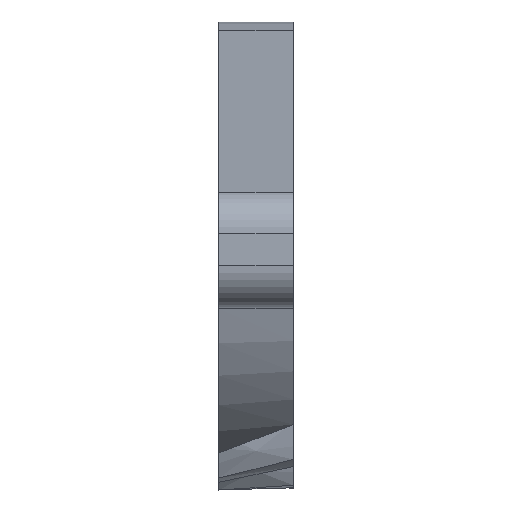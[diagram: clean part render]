
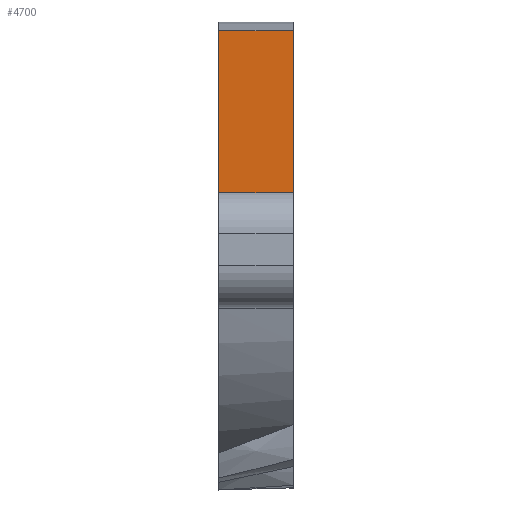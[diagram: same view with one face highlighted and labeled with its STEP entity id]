
A CAD part, top view. The second image highlights one B-rep face of the part: STEP entity #4700.
In plain terms, the highlighted planar face has unit normal (0, 0.961, 0.277).
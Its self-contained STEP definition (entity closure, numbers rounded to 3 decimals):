
#69 = EDGE_CURVE ( 'NONE', #2506, #3426, #4818, .T. ) ;
#174 = VERTEX_POINT ( 'NONE', #2769 ) ;
#196 = CARTESIAN_POINT ( 'NONE',  ( 7., 5., 62. ) ) ;
#455 = ORIENTED_EDGE ( 'NONE', *, *, #1519, .T. ) ;
#587 = CARTESIAN_POINT ( 'NONE',  ( 7., 21.137, 6.102 ) ) ;
#658 = DIRECTION ( 'NONE',  ( 0., -0.277, 0.961 ) ) ;
#1374 = PLANE ( 'NONE',  #4678 ) ;
#1401 = CARTESIAN_POINT ( 'NONE',  ( 0., 5., 62. ) ) ;
#1421 = DIRECTION ( 'NONE',  ( 0., 0.961, 0.277 ) ) ;
#1424 = LINE ( 'NONE', #1401, #5007 ) ;
#1514 = DIRECTION ( 'NONE',  ( -1., 0., 0. ) ) ;
#1519 = EDGE_CURVE ( 'NONE', #2626, #174, #1918, .T. ) ;
#1607 = VECTOR ( 'NONE', #1514, 1000. ) ;
#1801 = FACE_OUTER_BOUND ( 'NONE', #2672, .T. ) ;
#1852 = DIRECTION ( 'NONE',  ( 0., 0.277, -0.961 ) ) ;
#1898 = CARTESIAN_POINT ( 'NONE',  ( 7., 5.834, 59.109 ) ) ;
#1918 = LINE ( 'NONE', #5170, #1607 ) ;
#1975 = EDGE_CURVE ( 'NONE', #3426, #2626, #4722, .T. ) ;
#2506 = VERTEX_POINT ( 'NONE', #3653 ) ;
#2626 = VERTEX_POINT ( 'NONE', #587 ) ;
#2672 = EDGE_LOOP ( 'NONE', ( #3243, #4322, #3309, #455 ) ) ;
#2746 = EDGE_CURVE ( 'NONE', #2506, #174, #1424, .T. ) ;
#2769 = CARTESIAN_POINT ( 'NONE',  ( 0., 21.137, 6.102 ) ) ;
#3025 = DIRECTION ( 'NONE',  ( 0., 0.277, -0.961 ) ) ;
#3095 = CARTESIAN_POINT ( 'NONE',  ( 7., 5., 62. ) ) ;
#3220 = VECTOR ( 'NONE', #1852, 1000. ) ;
#3221 = DIRECTION ( 'NONE',  ( 1., 0., 0. ) ) ;
#3243 = ORIENTED_EDGE ( 'NONE', *, *, #2746, .F. ) ;
#3309 = ORIENTED_EDGE ( 'NONE', *, *, #1975, .T. ) ;
#3426 = VERTEX_POINT ( 'NONE', #5067 ) ;
#3653 = CARTESIAN_POINT ( 'NONE',  ( 0., 5.834, 59.109 ) ) ;
#3886 = VECTOR ( 'NONE', #3221, 1000. ) ;
#4322 = ORIENTED_EDGE ( 'NONE', *, *, #69, .T. ) ;
#4678 = AXIS2_PLACEMENT_3D ( 'NONE', #196, #1421, #658 ) ;
#4700 = ADVANCED_FACE ( 'NONE', ( #1801 ), #1374, .T. ) ;
#4722 = LINE ( 'NONE', #3095, #3220 ) ;
#4818 = LINE ( 'NONE', #1898, #3886 ) ;
#5007 = VECTOR ( 'NONE', #3025, 1000. ) ;
#5067 = CARTESIAN_POINT ( 'NONE',  ( 7., 5.834, 59.109 ) ) ;
#5170 = CARTESIAN_POINT ( 'NONE',  ( 7., 21.137, 6.102 ) ) ;
